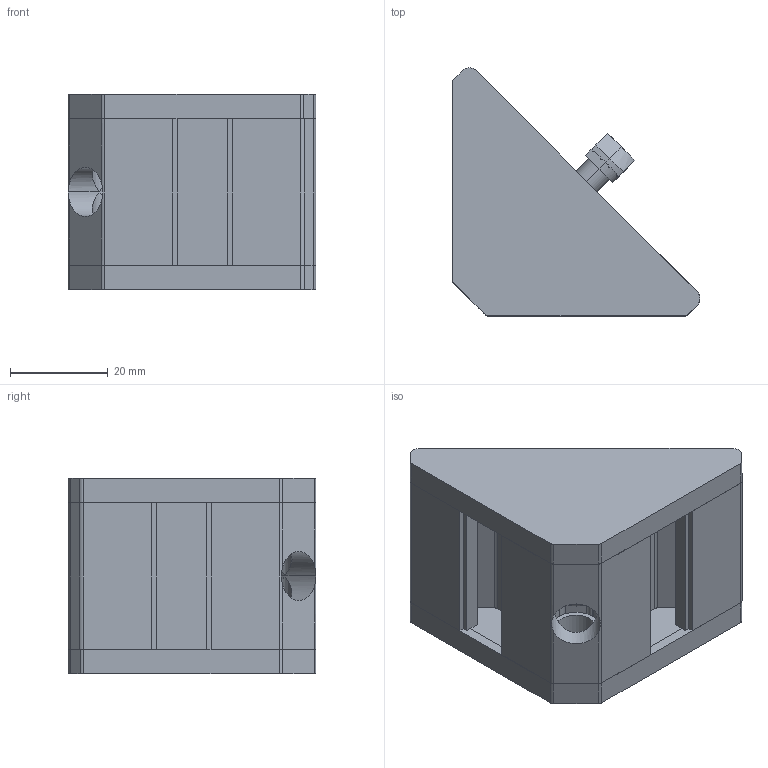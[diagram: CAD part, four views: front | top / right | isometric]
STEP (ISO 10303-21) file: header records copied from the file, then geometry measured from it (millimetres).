
FILE_DESCRIPTION (( 'STEP AP214' ), '1' );
FILE_NAME ('Ñáîðêà3.STEP', '2025-04-25T12:59:12', ( '' ), ( '' ), 'SwSTEP 2.0', 'SolidWorks 2025', '' );
FILE_SCHEMA (( 'AUTOMOTIVE_DESIGN' ));
Length unit declared in the file: millimetre
Products named in the file (6): A711 Заглушка_00; D53 Т-Гайка М6, паз 8_00; Винт DIN 912 M6x25_00; A711 Угловой соединитель 40х40, 45 град_00; Сборка3
Assembly tree (6 placements, depth 3):
  Сборка3
    A711 Угловой соединитель 40х40, 45 град_00
      A711 Угловой соединитель 40х40, 45 град_00
      A711 Заглушка_00  x2
      D53 Т-Гайка М6, паз 8_00
      Винт DIN 912 M6x25_00
Bounding box: 50.81 x 50.81 x 40 mm (x, y, z)
Volume: 36525.5 mm3; surface area: 23898.4 mm2
Topology: 5 solids, 5 shells, 258 faces, 690 edges, 450 vertices
Faces by surface type: plane 147, cylinder 85, cone 22, torus 4
Entity records: 7223 total; most frequent: CARTESIAN_POINT 1439, ORIENTED_EDGE 1180, DIRECTION 1164, EDGE_CURVE 590, AXIS2_PLACEMENT_3D 392, VERTEX_POINT 385, LINE 380, VECTOR 380
